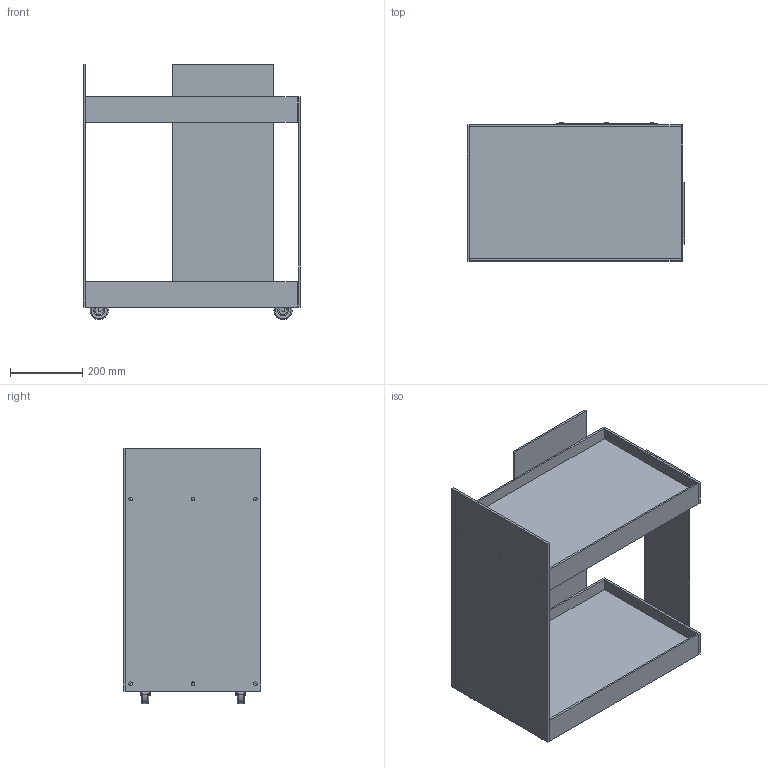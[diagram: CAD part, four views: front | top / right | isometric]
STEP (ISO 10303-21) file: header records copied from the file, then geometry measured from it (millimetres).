
FILE_DESCRIPTION(/* description */ (''),/* implementation_level */ '2;1');
FILE_NAME(/* name */ 'Lager trolley_3D',/* time_stamp */ '2023-09-20T08:18:51+02:00',/* author */ (''),/* organization */ (''),/* preprocessor_version */ 'ST-DEVELOPER v16.5',/* originating_system */ 'Rhino 7.33',/* authorisation */ '');
FILE_SCHEMA (('CONFIG_CONTROL_DESIGN'));
Length unit declared in the file: millimetre
Products named in the file (1): Document
Bounding box: 601 x 380.5 x 704.96 mm (x, y, z)
Volume: 6207734.4 mm3; surface area: 2587803.6 mm2
Topology: 51 solids, 51 shells, 438 faces, 852 edges, 528 vertices
Faces by surface type: plane 242, cylinder 108, bspline 88
Entity records: 10975 total; most frequent: CARTESIAN_POINT 4925, ORIENTED_EDGE 1680, EDGE_CURVE 840, VERTEX_POINT 512, EDGE_LOOP 454, ADVANCED_FACE 438, FACE_OUTER_BOUND 438, B_SPLINE_CURVE_WITH_KNOTS 420
